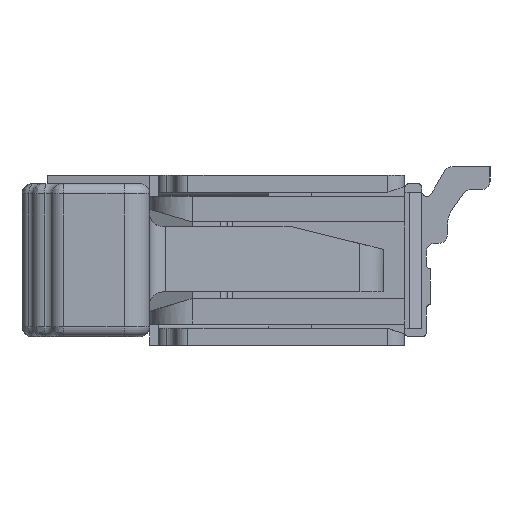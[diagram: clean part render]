
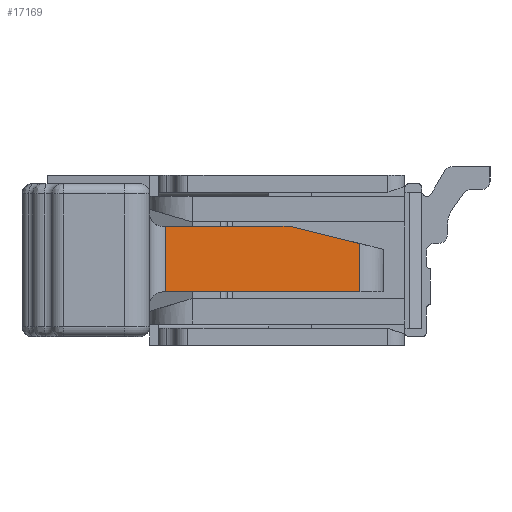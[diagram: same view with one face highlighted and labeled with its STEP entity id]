
A CAD part, left-side view. The second image highlights one B-rep face of the part: STEP entity #17169.
In plain terms, the highlighted planar face has unit normal (-0.997, -0.072, 0).
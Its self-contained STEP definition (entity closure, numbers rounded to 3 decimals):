
#12475=DIRECTION('',(0.,0.,1.));
#12476=VECTOR('',#12475,0.77);
#12477=CARTESIAN_POINT('',(945.44,40.898,
-0.373));
#12478=LINE('',#12477,#12476);
#12479=DIRECTION('',(0.,0.,1.));
#12480=VECTOR('',#12479,0.568);
#12481=CARTESIAN_POINT('',(945.606,38.612,
-0.373));
#12482=LINE('',#12481,#12480);
#12491=DIRECTION('',(-0.07,0.969,0.238));
#12492=VECTOR('',#12491,0.848);
#12493=CARTESIAN_POINT('',(945.606,38.612,
0.196));
#12494=LINE('',#12493,#12492);
#12513=DIRECTION('',(-0.073,0.997,0.));
#12514=VECTOR('',#12513,1.468);
#12515=CARTESIAN_POINT('',(945.547,39.434,
0.397));
#12516=LINE('',#12515,#12514);
#12632=DIRECTION('',(0.073,-0.997,0.));
#12633=VECTOR('',#12632,2.292);
#12634=CARTESIAN_POINT('',(945.44,40.898,
-0.373));
#12635=LINE('',#12634,#12633);
#15109=CARTESIAN_POINT('',(945.44,40.898,
-0.373));
#15110=CARTESIAN_POINT('',(945.44,40.898,
0.397));
#15111=VERTEX_POINT('',#15109);
#15112=VERTEX_POINT('',#15110);
#15117=CARTESIAN_POINT('',(945.606,38.612,
0.196));
#15118=CARTESIAN_POINT('',(945.547,39.434,
0.397));
#15119=VERTEX_POINT('',#15117);
#15120=VERTEX_POINT('',#15118);
#15125=CARTESIAN_POINT('',(945.606,38.612,
-0.373));
#15126=VERTEX_POINT('',#15125);
#17153=CARTESIAN_POINT('',(945.523,39.755,
0.012));
#17154=DIRECTION('',(0.997,0.073,0.));
#17155=DIRECTION('',(-0.073,0.997,0.));
#17156=AXIS2_PLACEMENT_3D('',#17153,#17154,#17155);
#17157=PLANE('',#17156);
#17159=ORIENTED_EDGE('',*,*,#17158,.F.);
#17161=ORIENTED_EDGE('',*,*,#17160,.F.);
#17162=ORIENTED_EDGE('',*,*,#17139,.T.);
#17164=ORIENTED_EDGE('',*,*,#17163,.F.);
#17166=ORIENTED_EDGE('',*,*,#17165,.F.);
#17167=EDGE_LOOP('',(#17159,#17161,#17162,#17164,#17166));
#17168=FACE_OUTER_BOUND('',#17167,.F.);
#17139=EDGE_CURVE('',#15111,#15112,#12478,.T.);
#17158=EDGE_CURVE('',#15126,#15119,#12482,.T.);
#17160=EDGE_CURVE('',#15111,#15126,#12635,.T.);
#17163=EDGE_CURVE('',#15120,#15112,#12516,.T.);
#17165=EDGE_CURVE('',#15119,#15120,#12494,.T.);
#17169=ADVANCED_FACE('',(#17168),#17157,.F.);
